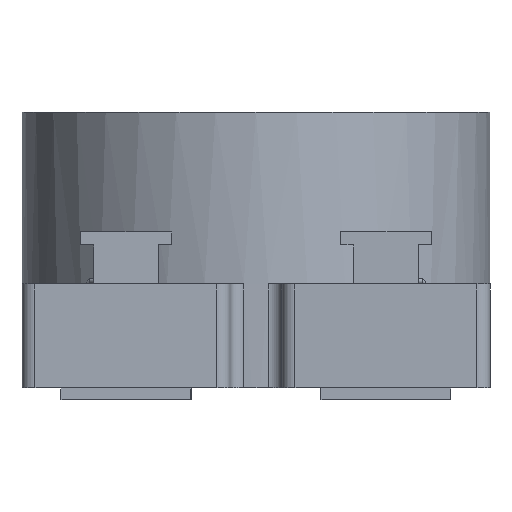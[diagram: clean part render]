
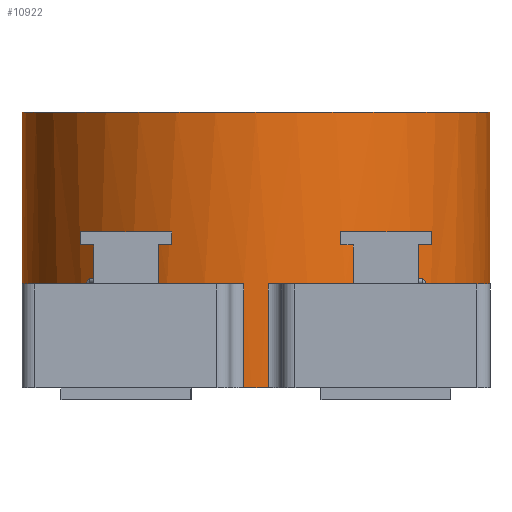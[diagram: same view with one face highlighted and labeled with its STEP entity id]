
A CAD part, left-side view. The second image highlights one B-rep face of the part: STEP entity #10922.
In plain terms, the highlighted cylindrical face has radius 9 mm (diameter 18 mm), a full revolution.
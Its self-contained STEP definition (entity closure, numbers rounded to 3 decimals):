
#146=LINE('',#25584,#789);
#147=LINE('',#25589,#790);
#148=LINE('',#25590,#791);
#149=LINE('',#25594,#792);
#150=LINE('',#25598,#793);
#151=LINE('',#25599,#794);
#152=LINE('',#25603,#795);
#153=LINE('',#25607,#796);
#154=LINE('',#25611,#797);
#155=LINE('',#25615,#798);
#156=LINE('',#25619,#799);
#157=LINE('',#25623,#800);
#789=VECTOR('',#15989,1000.);
#790=VECTOR('',#15992,1000.);
#791=VECTOR('',#15993,1000.);
#792=VECTOR('',#15996,1000.);
#793=VECTOR('',#15999,1000.);
#794=VECTOR('',#16000,1000.);
#795=VECTOR('',#16003,1000.);
#796=VECTOR('',#16006,1000.);
#797=VECTOR('',#16009,1000.);
#798=VECTOR('',#16012,1000.);
#799=VECTOR('',#16015,1000.);
#800=VECTOR('',#16018,1000.);
#2747=ORIENTED_EDGE('',*,*,#5363,.T.);
#2748=ORIENTED_EDGE('',*,*,#5498,.T.);
#2749=ORIENTED_EDGE('',*,*,#5499,.T.);
#2750=ORIENTED_EDGE('',*,*,#5500,.T.);
#2751=ORIENTED_EDGE('',*,*,#5496,.F.);
#2752=ORIENTED_EDGE('',*,*,#5501,.F.);
#2753=ORIENTED_EDGE('',*,*,#5502,.T.);
#2754=ORIENTED_EDGE('',*,*,#5503,.T.);
#2755=ORIENTED_EDGE('',*,*,#5504,.T.);
#2756=ORIENTED_EDGE('',*,*,#5505,.T.);
#2757=ORIENTED_EDGE('',*,*,#5485,.F.);
#2758=ORIENTED_EDGE('',*,*,#5506,.T.);
#2759=ORIENTED_EDGE('',*,*,#5507,.T.);
#2760=ORIENTED_EDGE('',*,*,#5508,.T.);
#2761=ORIENTED_EDGE('',*,*,#5509,.T.);
#2762=ORIENTED_EDGE('',*,*,#5510,.T.);
#2763=ORIENTED_EDGE('',*,*,#5511,.F.);
#2764=ORIENTED_EDGE('',*,*,#5512,.F.);
#2765=ORIENTED_EDGE('',*,*,#5513,.T.);
#2766=ORIENTED_EDGE('',*,*,#5514,.T.);
#2767=ORIENTED_EDGE('',*,*,#5515,.F.);
#2768=ORIENTED_EDGE('',*,*,#5516,.T.);
#2769=ORIENTED_EDGE('',*,*,#5517,.F.);
#2770=ORIENTED_EDGE('',*,*,#5518,.T.);
#2771=ORIENTED_EDGE('',*,*,#5519,.F.);
#5363=EDGE_CURVE('',#6822,#6822,#7853,.T.);
#5485=EDGE_CURVE('',#6944,#6945,#7864,.T.);
#5496=EDGE_CURVE('',#6955,#6956,#7870,.T.);
#5498=EDGE_CURVE('',#6957,#6958,#146,.F.);
#5499=EDGE_CURVE('',#6958,#6959,#7871,.F.);
#5500=EDGE_CURVE('',#6959,#6956,#147,.T.);
#5501=EDGE_CURVE('',#6960,#6955,#148,.T.);
#5502=EDGE_CURVE('',#6960,#6961,#7872,.T.);
#5503=EDGE_CURVE('',#6961,#6962,#149,.T.);
#5504=EDGE_CURVE('',#6962,#6963,#7873,.T.);
#5505=EDGE_CURVE('',#6963,#6945,#150,.F.);
#5506=EDGE_CURVE('',#6944,#6964,#151,.T.);
#5507=EDGE_CURVE('',#6964,#6965,#7874,.T.);
#5508=EDGE_CURVE('',#6965,#6966,#152,.F.);
#5509=EDGE_CURVE('',#6966,#6967,#7875,.F.);
#5510=EDGE_CURVE('',#6967,#6968,#153,.T.);
#5511=EDGE_CURVE('',#6969,#6968,#7876,.T.);
#5512=EDGE_CURVE('',#6970,#6969,#154,.T.);
#5513=EDGE_CURVE('',#6970,#6971,#7877,.T.);
#5514=EDGE_CURVE('',#6971,#6972,#155,.T.);
#5515=EDGE_CURVE('',#6973,#6972,#7878,.T.);
#5516=EDGE_CURVE('',#6973,#6974,#156,.F.);
#5517=EDGE_CURVE('',#6975,#6974,#7879,.T.);
#5518=EDGE_CURVE('',#6975,#6976,#157,.T.);
#5519=EDGE_CURVE('',#6957,#6976,#7880,.T.);
#6822=VERTEX_POINT('',#24947);
#6944=VERTEX_POINT('',#25556);
#6945=VERTEX_POINT('',#25558);
#6955=VERTEX_POINT('',#25579);
#6956=VERTEX_POINT('',#25581);
#6957=VERTEX_POINT('',#25585);
#6958=VERTEX_POINT('',#25586);
#6959=VERTEX_POINT('',#25588);
#6960=VERTEX_POINT('',#25591);
#6961=VERTEX_POINT('',#25593);
#6962=VERTEX_POINT('',#25595);
#6963=VERTEX_POINT('',#25597);
#6964=VERTEX_POINT('',#25600);
#6965=VERTEX_POINT('',#25602);
#6966=VERTEX_POINT('',#25604);
#6967=VERTEX_POINT('',#25606);
#6968=VERTEX_POINT('',#25608);
#6969=VERTEX_POINT('',#25610);
#6970=VERTEX_POINT('',#25612);
#6971=VERTEX_POINT('',#25614);
#6972=VERTEX_POINT('',#25616);
#6973=VERTEX_POINT('',#25618);
#6974=VERTEX_POINT('',#25620);
#6975=VERTEX_POINT('',#25622);
#6976=VERTEX_POINT('',#25624);
#7853=CIRCLE('',#14477,9.);
#7864=CIRCLE('',#14489,9.);
#7870=CIRCLE('',#14496,9.);
#7871=CIRCLE('',#14498,9.);
#7872=CIRCLE('',#14499,9.);
#7873=CIRCLE('',#14500,9.);
#7874=CIRCLE('',#14501,9.);
#7875=CIRCLE('',#14502,9.);
#7876=CIRCLE('',#14503,9.);
#7877=CIRCLE('',#14504,9.);
#7878=CIRCLE('',#14505,9.);
#7879=CIRCLE('',#14506,9.);
#7880=CIRCLE('',#14507,9.);
#8539=EDGE_LOOP('',(#2747));
#8540=EDGE_LOOP('',(#2748,#2749,#2750,#2751,#2752,#2753,#2754,#2755,#2756,
#2757,#2758,#2759,#2760,#2761,#2762,#2763,#2764,#2765,#2766,#2767,#2768,
#2769,#2770,#2771));
#9718=FACE_BOUND('',#8539,.T.);
#9719=FACE_BOUND('',#8540,.T.);
#10610=CYLINDRICAL_SURFACE('',#14497,9.);
#10922=ADVANCED_FACE('',(#9718,#9719),#10610,.T.);
#14477=AXIS2_PLACEMENT_3D('',#24946,#15897,#15898);
#14489=AXIS2_PLACEMENT_3D('',#25557,#15965,#15966);
#14496=AXIS2_PLACEMENT_3D('',#25580,#15984,#15985);
#14497=AXIS2_PLACEMENT_3D('',#25583,#15987,#15988);
#14498=AXIS2_PLACEMENT_3D('',#25587,#15990,#15991);
#14499=AXIS2_PLACEMENT_3D('',#25592,#15994,#15995);
#14500=AXIS2_PLACEMENT_3D('',#25596,#15997,#15998);
#14501=AXIS2_PLACEMENT_3D('',#25601,#16001,#16002);
#14502=AXIS2_PLACEMENT_3D('',#25605,#16004,#16005);
#14503=AXIS2_PLACEMENT_3D('',#25609,#16007,#16008);
#14504=AXIS2_PLACEMENT_3D('',#25613,#16010,#16011);
#14505=AXIS2_PLACEMENT_3D('',#25617,#16013,#16014);
#14506=AXIS2_PLACEMENT_3D('',#25621,#16016,#16017);
#14507=AXIS2_PLACEMENT_3D('',#25625,#16019,#16020);
#15897=DIRECTION('',(0.,0.,-1.));
#15898=DIRECTION('',(1.,0.,0.));
#15965=DIRECTION('',(0.,0.,-1.));
#15966=DIRECTION('',(1.,0.,0.));
#15984=DIRECTION('',(0.,0.,-1.));
#15985=DIRECTION('',(1.,0.,0.));
#15987=DIRECTION('',(0.,0.,1.));
#15988=DIRECTION('',(1.,0.,0.));
#15989=DIRECTION('',(0.,0.,1.));
#15990=DIRECTION('',(0.,0.,-1.));
#15991=DIRECTION('',(-1.,0.,0.));
#15992=DIRECTION('',(0.,0.,-1.));
#15993=DIRECTION('',(0.,0.,-1.));
#15994=DIRECTION('',(0.,0.,1.));
#15995=DIRECTION('',(1.,0.,0.));
#15996=DIRECTION('',(0.,0.,1.));
#15997=DIRECTION('',(0.,0.,1.));
#15998=DIRECTION('',(0.,-1.,0.));
#15999=DIRECTION('',(0.,0.,1.));
#16000=DIRECTION('',(0.,0.,1.));
#16001=DIRECTION('',(0.,0.,1.));
#16002=DIRECTION('',(0.,-1.,0.));
#16003=DIRECTION('',(0.,0.,1.));
#16004=DIRECTION('',(0.,0.,-1.));
#16005=DIRECTION('',(-1.,0.,0.));
#16006=DIRECTION('',(0.,0.,-1.));
#16007=DIRECTION('',(0.,0.,-1.));
#16008=DIRECTION('',(1.,0.,0.));
#16009=DIRECTION('',(0.,0.,-1.));
#16010=DIRECTION('',(0.,0.,1.));
#16011=DIRECTION('',(1.,0.,0.));
#16012=DIRECTION('',(0.,0.,1.));
#16013=DIRECTION('',(0.,0.,-1.));
#16014=DIRECTION('',(0.,-1.,0.));
#16015=DIRECTION('',(0.,0.,1.));
#16016=DIRECTION('',(0.,0.,-1.));
#16017=DIRECTION('',(1.,0.,0.));
#16018=DIRECTION('',(0.,0.,1.));
#16019=DIRECTION('',(0.,0.,-1.));
#16020=DIRECTION('',(0.,-1.,0.));
#24946=CARTESIAN_POINT('',(0.,0.,0.));
#24947=CARTESIAN_POINT('',(9.,0.,0.));
#25556=CARTESIAN_POINT('',(-8.988,-0.474,-10.6));
#25557=CARTESIAN_POINT('',(0.,0.,-10.6));
#25558=CARTESIAN_POINT('',(-8.988,0.474,-10.6));
#25579=CARTESIAN_POINT('',(-6.021,6.689,-10.6));
#25580=CARTESIAN_POINT('',(0.,0.,-10.6));
#25581=CARTESIAN_POINT('',(6.021,6.689,-10.6));
#25583=CARTESIAN_POINT('',(0.,0.,-10.6));
#25584=CARTESIAN_POINT('',(6.726,5.98,-10.6));
#25585=CARTESIAN_POINT('',(6.726,5.98,-6.6));
#25586=CARTESIAN_POINT('',(6.726,5.98,-8.5));
#25587=CARTESIAN_POINT('',(0.,0.,-8.5));
#25588=CARTESIAN_POINT('',(6.021,6.689,-8.5));
#25589=CARTESIAN_POINT('',(6.021,6.689,-8.6));
#25590=CARTESIAN_POINT('',(-6.021,6.689,-8.6));
#25591=CARTESIAN_POINT('',(-6.021,6.689,-8.5));
#25592=CARTESIAN_POINT('',(0.,0.,-8.5));
#25593=CARTESIAN_POINT('',(-6.726,5.98,-8.5));
#25594=CARTESIAN_POINT('',(-6.726,5.98,-10.6));
#25595=CARTESIAN_POINT('',(-6.726,5.98,-6.6));
#25596=CARTESIAN_POINT('',(0.,0.,-6.6));
#25597=CARTESIAN_POINT('',(-8.988,0.474,-6.6));
#25598=CARTESIAN_POINT('',(-8.988,0.474,-10.6));
#25599=CARTESIAN_POINT('',(-8.988,-0.474,-10.6));
#25600=CARTESIAN_POINT('',(-8.988,-0.474,-6.6));
#25601=CARTESIAN_POINT('',(0.,0.,-6.6));
#25602=CARTESIAN_POINT('',(-6.726,-5.98,-6.6));
#25603=CARTESIAN_POINT('',(-6.726,-5.98,-10.6));
#25604=CARTESIAN_POINT('',(-6.726,-5.98,-8.5));
#25605=CARTESIAN_POINT('',(0.,0.,-8.5));
#25606=CARTESIAN_POINT('',(-6.021,-6.689,-8.5));
#25607=CARTESIAN_POINT('',(-6.021,-6.689,-8.6));
#25608=CARTESIAN_POINT('',(-6.021,-6.689,-10.6));
#25609=CARTESIAN_POINT('',(0.,0.,-10.6));
#25610=CARTESIAN_POINT('',(6.021,-6.689,-10.6));
#25611=CARTESIAN_POINT('',(6.021,-6.689,-8.6));
#25612=CARTESIAN_POINT('',(6.021,-6.689,-8.5));
#25613=CARTESIAN_POINT('',(0.,0.,-8.5));
#25614=CARTESIAN_POINT('',(6.726,-5.98,-8.5));
#25615=CARTESIAN_POINT('',(6.726,-5.98,-10.6));
#25616=CARTESIAN_POINT('',(6.726,-5.98,-6.6));
#25617=CARTESIAN_POINT('',(0.,0.,-6.6));
#25618=CARTESIAN_POINT('',(8.988,-0.474,-6.6));
#25619=CARTESIAN_POINT('',(8.988,-0.474,-10.6));
#25620=CARTESIAN_POINT('',(8.988,-0.474,-10.6));
#25621=CARTESIAN_POINT('',(0.,0.,-10.6));
#25622=CARTESIAN_POINT('',(8.988,0.474,-10.6));
#25623=CARTESIAN_POINT('',(8.988,0.474,-10.6));
#25624=CARTESIAN_POINT('',(8.988,0.474,-6.6));
#25625=CARTESIAN_POINT('',(0.,0.,-6.6));
